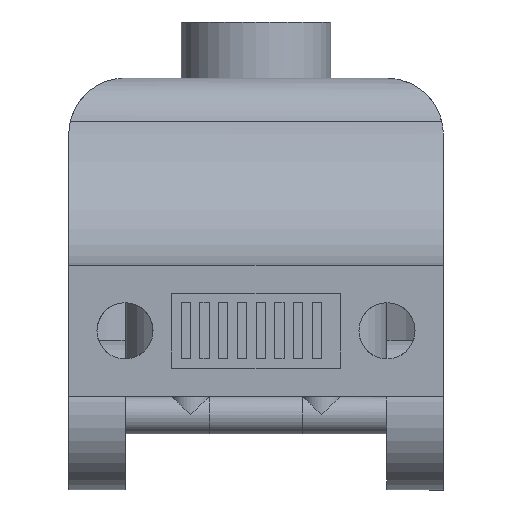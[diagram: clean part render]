
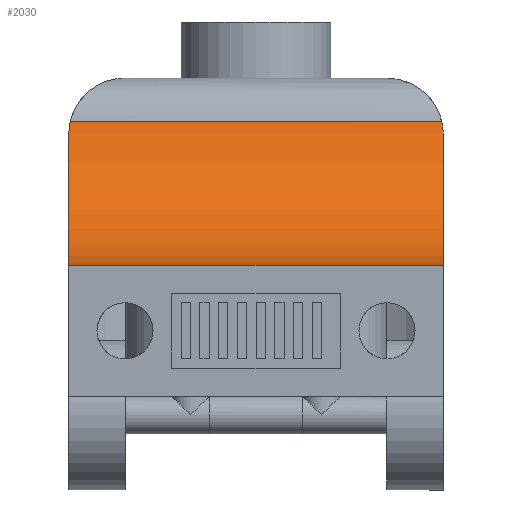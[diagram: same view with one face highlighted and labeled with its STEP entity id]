
A CAD part, front view. The second image highlights one B-rep face of the part: STEP entity #2030.
In plain terms, the highlighted cylindrical face has radius 254 mm (diameter 508 mm), a partial arc.
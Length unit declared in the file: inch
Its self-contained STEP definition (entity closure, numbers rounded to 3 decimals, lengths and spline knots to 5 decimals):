
#46=B_SPLINE_CURVE_WITH_KNOTS('',3,(#3023,#3024,#3025,#3026,#3027,#3028,
#3029,#3030),.UNSPECIFIED.,.F.,.F.,(4,2,2,4),(33.33119,33.61299,
34.75183,35.05241),.UNSPECIFIED.);
#47=B_SPLINE_CURVE_WITH_KNOTS('',3,(#3036,#3037,#3038,#3039,#3040,#3041),
 .UNSPECIFIED.,.F.,.F.,(4,2,4),(35.94352,37.40709,37.72719),
 .UNSPECIFIED.);
#100=CYLINDRICAL_SURFACE('',#2244,10.);
#258=FACE_OUTER_BOUND('',#376,.T.);
#376=EDGE_LOOP('',(#1577,#1578,#1579,#1580,#1581,#1582));
#478=LINE('',#3047,#674);
#536=LINE('',#3362,#732);
#674=VECTOR('',#2435,0.3937);
#732=VECTOR('',#2615,0.3937);
#869=CIRCLE('',#2186,10.);
#896=CIRCLE('',#2239,10.);
#935=VERTEX_POINT('',#3020);
#936=VERTEX_POINT('',#3022);
#937=VERTEX_POINT('',#3033);
#938=VERTEX_POINT('',#3035);
#942=VERTEX_POINT('',#3055);
#999=VERTEX_POINT('',#3354);
#1126=EDGE_CURVE('',#935,#936,#46,.T.);
#1129=EDGE_CURVE('',#937,#938,#47,.T.);
#1133=EDGE_CURVE('',#938,#935,#478,.T.);
#1137=EDGE_CURVE('',#942,#936,#869,.T.);
#1222=EDGE_CURVE('',#937,#999,#896,.T.);
#1223=EDGE_CURVE('',#999,#942,#536,.T.);
#1577=ORIENTED_EDGE('',*,*,#1129,.F.);
#1578=ORIENTED_EDGE('',*,*,#1222,.T.);
#1579=ORIENTED_EDGE('',*,*,#1223,.T.);
#1580=ORIENTED_EDGE('',*,*,#1137,.T.);
#1581=ORIENTED_EDGE('',*,*,#1126,.F.);
#1582=ORIENTED_EDGE('',*,*,#1133,.F.);
#2030=ADVANCED_FACE('',(#258),#100,.F.);
#2186=AXIS2_PLACEMENT_3D('',#3056,#2443,#2444);
#2239=AXIS2_PLACEMENT_3D('',#3356,#2603,#2604);
#2244=AXIS2_PLACEMENT_3D('',#3361,#2613,#2614);
#2435=DIRECTION('',(1.,0.,0.));
#2443=DIRECTION('center_axis',(1.,0.,0.));
#2444=DIRECTION('ref_axis',(0.,0.707,-0.707));
#2603=DIRECTION('center_axis',(-1.,0.,0.));
#2604=DIRECTION('ref_axis',(0.,0.707,-0.707));
#2613=DIRECTION('center_axis',(-1.,0.,0.));
#2614=DIRECTION('ref_axis',(0.,0.707,-0.707));
#2615=DIRECTION('',(1.,0.,0.));
#3020=CARTESIAN_POINT('',(19.91903,18.73009,14.69231));
#3022=CARTESIAN_POINT('',(20.,18.53939,14.));
#3023=CARTESIAN_POINT('Ctrl Pts',(19.91903,18.73009,14.69231));
#3024=CARTESIAN_POINT('Ctrl Pts',(19.92774,18.72138,14.65558));
#3025=CARTESIAN_POINT('Ctrl Pts',(19.93579,18.71237,14.61854));
#3026=CARTESIAN_POINT('Ctrl Pts',(19.97291,18.66551,14.43057));
#3027=CARTESIAN_POINT('Ctrl Pts',(19.99127,18.62314,14.27586));
#3028=CARTESIAN_POINT('Ctrl Pts',(19.99918,18.56462,14.08114));
#3029=CARTESIAN_POINT('Ctrl Pts',(20.,18.55213,14.04051));
#3030=CARTESIAN_POINT('Ctrl Pts',(20.,18.53939,14.));
#3033=CARTESIAN_POINT('',(0.,18.53939,14.));
#3035=CARTESIAN_POINT('',(0.08097,18.73009,14.69231));
#3036=CARTESIAN_POINT('Ctrl Pts',(0.,18.53939,
14.));
#3037=CARTESIAN_POINT('Ctrl Pts',(0.,18.59701,
14.18322));
#3038=CARTESIAN_POINT('Ctrl Pts',(0.01707,18.65123,14.37455));
#3039=CARTESIAN_POINT('Ctrl Pts',(0.06202,18.70989,14.60838));
#3040=CARTESIAN_POINT('Ctrl Pts',(0.07103,18.72014,14.65037));
#3041=CARTESIAN_POINT('Ctrl Pts',(0.08097,18.73009,14.69231));
#3047=CARTESIAN_POINT('',(5.,18.73009,14.69231));
#3055=CARTESIAN_POINT('',(20.,9.,7.));
#3056=CARTESIAN_POINT('Origin',(20.,9.,17.));
#3354=CARTESIAN_POINT('',(0.,9.,7.));
#3356=CARTESIAN_POINT('Origin',(0.,9.,17.));
#3361=CARTESIAN_POINT('Origin',(5.,9.,17.));
#3362=CARTESIAN_POINT('',(5.,9.,7.));
